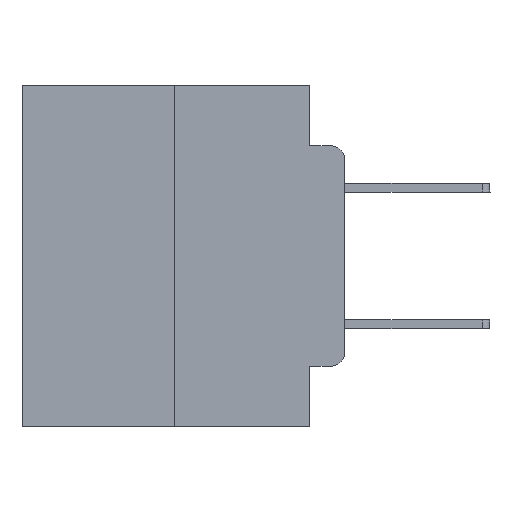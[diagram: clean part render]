
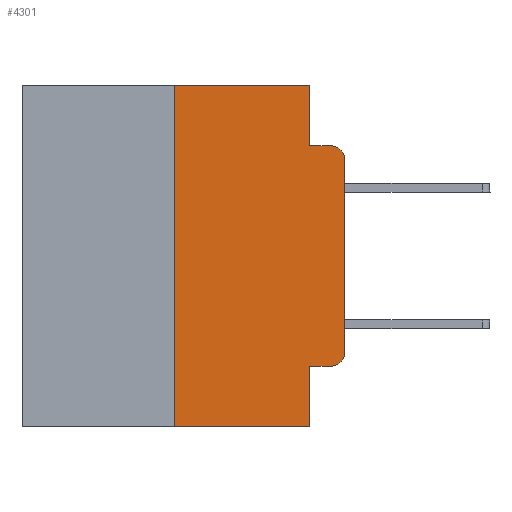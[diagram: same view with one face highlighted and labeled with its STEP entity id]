
A CAD part, left-side view. The second image highlights one B-rep face of the part: STEP entity #4301.
In plain terms, the highlighted planar face has unit normal (-1, 0, 0).
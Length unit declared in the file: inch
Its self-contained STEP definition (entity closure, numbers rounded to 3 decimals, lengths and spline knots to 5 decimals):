
#70 = CARTESIAN_POINT ( 'NONE',  ( 0., 0., -0.1085 ) ) ;
#348 = EDGE_CURVE ( 'NONE', #965, #22923, #605, .T. ) ;
#605 = LINE ( 'NONE', #15691, #20537 ) ;
#830 = EDGE_CURVE ( 'NONE', #10948, #25654, #1221, .T. ) ;
#965 = VERTEX_POINT ( 'NONE', #5056 ) ;
#1221 = LINE ( 'NONE', #11291, #22450 ) ;
#1231 = ORIENTED_EDGE ( 'NONE', *, *, #14570, .F. ) ;
#1259 = ORIENTED_EDGE ( 'NONE', *, *, #10575, .T. ) ;
#1536 = VERTEX_POINT ( 'NONE', #17526 ) ;
#1736 = DIRECTION ( 'NONE',  ( 0., 0., -1. ) ) ;
#1817 = VERTEX_POINT ( 'NONE', #20576 ) ;
#1830 = CARTESIAN_POINT ( 'NONE',  ( 0., 0.02, -0.1085 ) ) ;
#1921 = CIRCLE ( 'NONE', #3475, 0.02 ) ;
#2224 = CARTESIAN_POINT ( 'NONE',  ( 0., 0.02, -0.4115 ) ) ;
#2260 = CARTESIAN_POINT ( 'NONE',  ( 0., 0.25, 0. ) ) ;
#2687 = DIRECTION ( 'NONE',  ( 0., 0., 1. ) ) ;
#2706 = DIRECTION ( 'NONE',  ( 0., 0., -1. ) ) ;
#3475 = AXIS2_PLACEMENT_3D ( 'NONE', #5045, #23166, #2706 ) ;
#3604 = VERTEX_POINT ( 'NONE', #14396 ) ;
#3755 = LINE ( 'NONE', #5927, #13396 ) ;
#4141 = VERTEX_POINT ( 'NONE', #9935 ) ;
#4170 = EDGE_CURVE ( 'NONE', #10207, #1536, #26093, .T. ) ;
#4301 = ADVANCED_FACE ( 'NONE', ( #8752 ), #8038, .F. ) ;
#4634 = CARTESIAN_POINT ( 'NONE',  ( 0., 0.051, -0.4115 ) ) ;
#5045 = CARTESIAN_POINT ( 'NONE',  ( 0., 0.02, -0.3915 ) ) ;
#5056 = CARTESIAN_POINT ( 'NONE',  ( 0., 0.051, -0.4115 ) ) ;
#5305 = VECTOR ( 'NONE', #6525, 39.37008 ) ;
#5518 = DIRECTION ( 'NONE',  ( 0., -1., 0. ) ) ;
#5927 = CARTESIAN_POINT ( 'NONE',  ( 0., 0.051, 0. ) ) ;
#6525 = DIRECTION ( 'NONE',  ( 0., -1., 0. ) ) ;
#8038 = PLANE ( 'NONE',  #19546 ) ;
#8379 = DIRECTION ( 'NONE',  ( 1., 0., 0. ) ) ;
#8752 = FACE_OUTER_BOUND ( 'NONE', #11977, .T. ) ;
#9434 = LINE ( 'NONE', #23632, #21310 ) ;
#9853 = LINE ( 'NONE', #12676, #25261 ) ;
#9935 = CARTESIAN_POINT ( 'NONE',  ( 0., 0.051, -0.0885 ) ) ;
#9982 = DIRECTION ( 'NONE',  ( 0., 0., -1. ) ) ;
#10207 = VERTEX_POINT ( 'NONE', #70 ) ;
#10446 = DIRECTION ( 'NONE',  ( 0., 0., -1. ) ) ;
#10575 = EDGE_CURVE ( 'NONE', #12327, #3604, #1921, .T. ) ;
#10756 = AXIS2_PLACEMENT_3D ( 'NONE', #1830, #14068, #1736 ) ;
#10948 = VERTEX_POINT ( 'NONE', #2260 ) ;
#11039 = CARTESIAN_POINT ( 'NONE',  ( 0., 0.473, -0.5 ) ) ;
#11202 = EDGE_CURVE ( 'NONE', #4141, #1536, #19879, .T. ) ;
#11291 = CARTESIAN_POINT ( 'NONE',  ( 0., 0.473, 0. ) ) ;
#11977 = EDGE_LOOP ( 'NONE', ( #17081, #23841, #21653, #17938, #24103, #1231, #15149, #12577, #23563, #1259 ) ) ;
#12270 = EDGE_CURVE ( 'NONE', #25654, #4141, #3755, .T. ) ;
#12327 = VERTEX_POINT ( 'NONE', #2224 ) ;
#12577 = ORIENTED_EDGE ( 'NONE', *, *, #348, .F. ) ;
#12676 = CARTESIAN_POINT ( 'NONE',  ( 0., 0., 0. ) ) ;
#13396 = VECTOR ( 'NONE', #9982, 39.37008 ) ;
#14068 = DIRECTION ( 'NONE',  ( -1., 0., 0. ) ) ;
#14074 = EDGE_CURVE ( 'NONE', #965, #12327, #16571, .T. ) ;
#14327 = CARTESIAN_POINT ( 'NONE',  ( 0., 0.473, 0. ) ) ;
#14396 = CARTESIAN_POINT ( 'NONE',  ( 0., 0., -0.3915 ) ) ;
#14570 = EDGE_CURVE ( 'NONE', #1817, #10948, #9434, .T. ) ;
#15149 = ORIENTED_EDGE ( 'NONE', *, *, #15725, .T. ) ;
#15679 = CARTESIAN_POINT ( 'NONE',  ( 0., 0.051, -0.0885 ) ) ;
#15691 = CARTESIAN_POINT ( 'NONE',  ( 0., 0.051, 0. ) ) ;
#15725 = EDGE_CURVE ( 'NONE', #1817, #22923, #23491, .T. ) ;
#16056 = VECTOR ( 'NONE', #5518, 39.37008 ) ;
#16571 = LINE ( 'NONE', #4634, #5305 ) ;
#17081 = ORIENTED_EDGE ( 'NONE', *, *, #17512, .T. ) ;
#17512 = EDGE_CURVE ( 'NONE', #3604, #10207, #9853, .T. ) ;
#17526 = CARTESIAN_POINT ( 'NONE',  ( 0., 0.02, -0.0885 ) ) ;
#17769 = DIRECTION ( 'NONE',  ( 0., 0., -1. ) ) ;
#17789 = DIRECTION ( 'NONE',  ( 0., -1., 0. ) ) ;
#17938 = ORIENTED_EDGE ( 'NONE', *, *, #12270, .F. ) ;
#19263 = CARTESIAN_POINT ( 'NONE',  ( 0., 0.051, -0.5 ) ) ;
#19546 = AXIS2_PLACEMENT_3D ( 'NONE', #14327, #8379, #10446 ) ;
#19766 = DIRECTION ( 'NONE',  ( 0., -1., 0. ) ) ;
#19879 = LINE ( 'NONE', #15679, #16056 ) ;
#20537 = VECTOR ( 'NONE', #17769, 39.37008 ) ;
#20556 = CARTESIAN_POINT ( 'NONE',  ( 0., 0.051, 0. ) ) ;
#20576 = CARTESIAN_POINT ( 'NONE',  ( 0., 0.25, -0.5 ) ) ;
#21310 = VECTOR ( 'NONE', #21574, 39.37008 ) ;
#21574 = DIRECTION ( 'NONE',  ( 0., 0., 1. ) ) ;
#21653 = ORIENTED_EDGE ( 'NONE', *, *, #11202, .F. ) ;
#22450 = VECTOR ( 'NONE', #17789, 39.37008 ) ;
#22923 = VERTEX_POINT ( 'NONE', #19263 ) ;
#23166 = DIRECTION ( 'NONE',  ( -1., 0., 0. ) ) ;
#23491 = LINE ( 'NONE', #11039, #25756 ) ;
#23563 = ORIENTED_EDGE ( 'NONE', *, *, #14074, .T. ) ;
#23632 = CARTESIAN_POINT ( 'NONE',  ( 0., 0.25, 0. ) ) ;
#23841 = ORIENTED_EDGE ( 'NONE', *, *, #4170, .T. ) ;
#24103 = ORIENTED_EDGE ( 'NONE', *, *, #830, .F. ) ;
#25261 = VECTOR ( 'NONE', #2687, 39.37008 ) ;
#25654 = VERTEX_POINT ( 'NONE', #20556 ) ;
#25756 = VECTOR ( 'NONE', #19766, 39.37008 ) ;
#26093 = CIRCLE ( 'NONE', #10756, 0.02 ) ;
